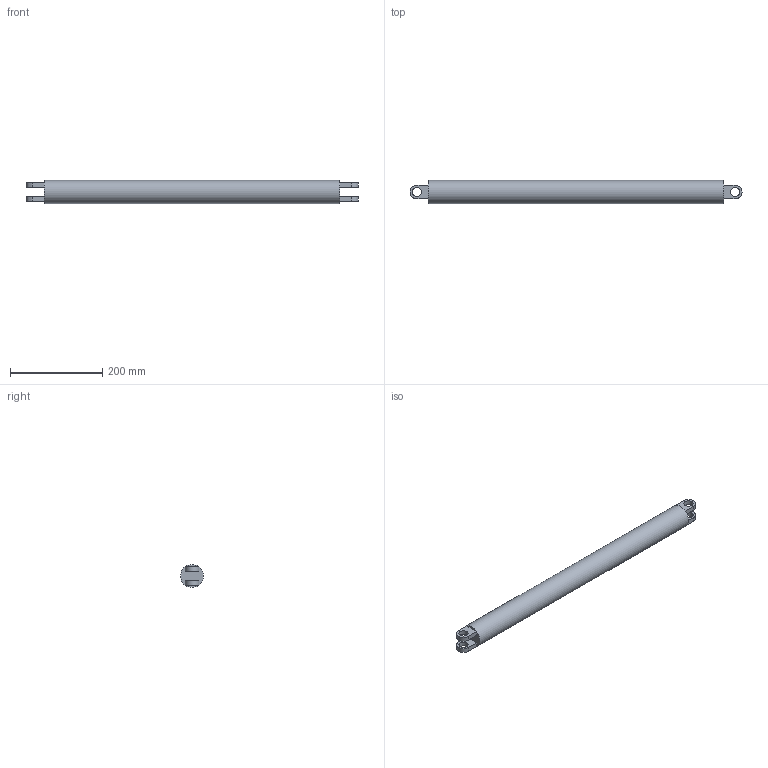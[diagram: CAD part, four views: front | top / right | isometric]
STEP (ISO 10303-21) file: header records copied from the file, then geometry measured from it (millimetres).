
FILE_DESCRIPTION(/* description */ (''),/* implementation_level */ '2;1');
FILE_NAME(/* name */ 'RearSteerRod.step',/* time_stamp */ '2025-05-27T21:06:18-04:00',/* author */ (''),/* organization */ (''),/* preprocessor_version */ 'ST-DEVELOPER v20.1',/* originating_system */ 'Autodesk Translation Framework v14.10.0.0',/* authorisation */ '');
FILE_SCHEMA (('AUTOMOTIVE_DESIGN { 1 0 10303 214 3 1 1 }'));
Length unit declared in the file: millimetre
Products named in the file (1): RearSteerRod
Bounding box: 720 x 49.91 x 50 mm (x, y, z)
Volume: 1288207.9 mm3; surface area: 115970.3 mm2
Topology: 1 solids, 1 shells, 31 faces, 71 edges, 42 vertices
Faces by surface type: plane 22, cylinder 9
Full cylindrical faces by diameter (mm): 20 x4, 50 x1
Entity records: 912 total; most frequent: DIRECTION 161, CARTESIAN_POINT 145, ORIENTED_EDGE 142, EDGE_CURVE 71, AXIS2_PLACEMENT_3D 58, LINE 45, VECTOR 45, VERTEX_POINT 42
